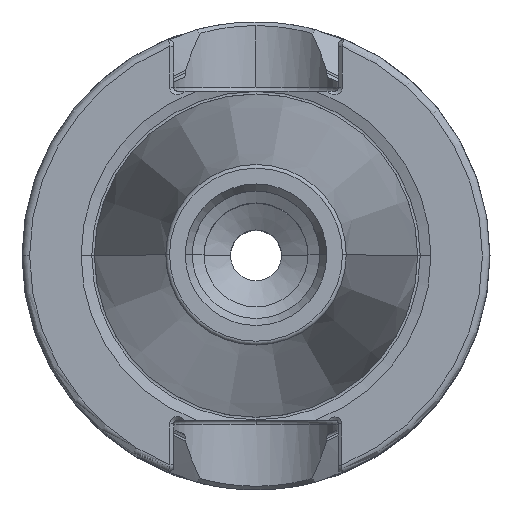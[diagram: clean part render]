
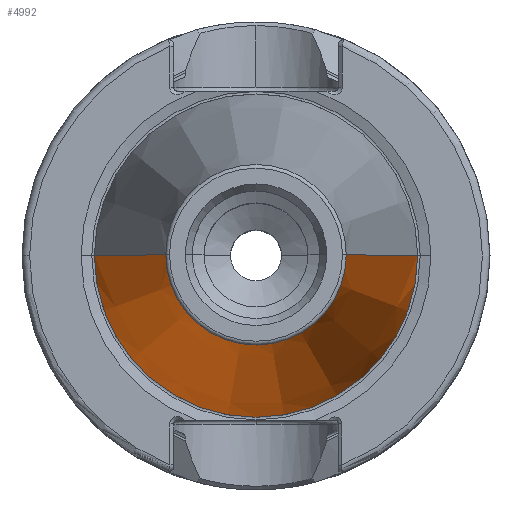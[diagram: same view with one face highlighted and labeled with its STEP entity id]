
A CAD part, top view. The second image highlights one B-rep face of the part: STEP entity #4992.
In plain terms, the highlighted conical face has half-angle 8.298 degrees and reference radius 8.816 mm.
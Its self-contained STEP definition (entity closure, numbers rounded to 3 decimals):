
#12 = AXIS2_PLACEMENT_3D ( 'NONE', #1392, #4694, #1854 ) ;
#203 = VERTEX_POINT ( 'NONE', #1474 ) ;
#446 = EDGE_CURVE ( 'NONE', #5564, #5271, #3213, .T. ) ;
#750 = CARTESIAN_POINT ( 'NONE',  ( -15.875, 0., 0. ) ) ;
#771 = EDGE_CURVE ( 'NONE', #203, #3672, #4410, .T. ) ;
#1235 = CARTESIAN_POINT ( 'NONE',  ( 0., 0., 0. ) ) ;
#1392 = CARTESIAN_POINT ( 'NONE',  ( 0., 0., 48.079 ) ) ;
#1449 = DIRECTION ( 'NONE',  ( -1., 0., 0. ) ) ;
#1474 = CARTESIAN_POINT ( 'NONE',  ( 8.863, 0., 48.079 ) ) ;
#1854 = DIRECTION ( 'NONE',  ( 1., 0., 0. ) ) ;
#1962 = VECTOR ( 'NONE', #4823, 1000. ) ;
#2293 = ORIENTED_EDGE ( 'NONE', *, *, #771, .F. ) ;
#2448 = ORIENTED_EDGE ( 'NONE', *, *, #5267, .F. ) ;
#2629 = CARTESIAN_POINT ( 'NONE',  ( -8.863, 0., 48.079 ) ) ;
#2840 = ORIENTED_EDGE ( 'NONE', *, *, #4240, .T. ) ;
#3213 = LINE ( 'NONE', #5295, #1962 ) ;
#3287 = VECTOR ( 'NONE', #4153, 1000. ) ;
#3339 = CONICAL_SURFACE ( 'NONE', #3535, 8.816, 0.145 ) ;
#3508 = ORIENTED_EDGE ( 'NONE', *, *, #446, .T. ) ;
#3535 = AXIS2_PLACEMENT_3D ( 'NONE', #5208, #5679, #1449 ) ;
#3672 = VERTEX_POINT ( 'NONE', #5364 ) ;
#3809 = AXIS2_PLACEMENT_3D ( 'NONE', #1235, #4531, #5509 ) ;
#3935 = FACE_OUTER_BOUND ( 'NONE', #5750, .T. ) ;
#4153 = DIRECTION ( 'NONE',  ( 0.144, 0., -0.99 ) ) ;
#4240 = EDGE_CURVE ( 'NONE', #203, #5564, #6092, .T. ) ;
#4410 = LINE ( 'NONE', #5552, #3287 ) ;
#4531 = DIRECTION ( 'NONE',  ( 0., 0., -1. ) ) ;
#4694 = DIRECTION ( 'NONE',  ( 0., 0., -1. ) ) ;
#4823 = DIRECTION ( 'NONE',  ( -0.144, 0., -0.99 ) ) ;
#4992 = ADVANCED_FACE ( 'NONE', ( #3935 ), #3339, .T. ) ;
#5208 = CARTESIAN_POINT ( 'NONE',  ( 0., 0., 48.4 ) ) ;
#5267 = EDGE_CURVE ( 'NONE', #3672, #5271, #5932, .T. ) ;
#5271 = VERTEX_POINT ( 'NONE', #750 ) ;
#5295 = CARTESIAN_POINT ( 'NONE',  ( -8.816, 0., 48.4 ) ) ;
#5364 = CARTESIAN_POINT ( 'NONE',  ( 15.875, 0., 0. ) ) ;
#5509 = DIRECTION ( 'NONE',  ( -1., 0., 0. ) ) ;
#5552 = CARTESIAN_POINT ( 'NONE',  ( 8.816, 0., 48.4 ) ) ;
#5564 = VERTEX_POINT ( 'NONE', #2629 ) ;
#5679 = DIRECTION ( 'NONE',  ( 0., 0., -1. ) ) ;
#5750 = EDGE_LOOP ( 'NONE', ( #2293, #2840, #3508, #2448 ) ) ;
#5932 = CIRCLE ( 'NONE', #3809, 15.875 ) ;
#6092 = CIRCLE ( 'NONE', #12, 8.863 ) ;
